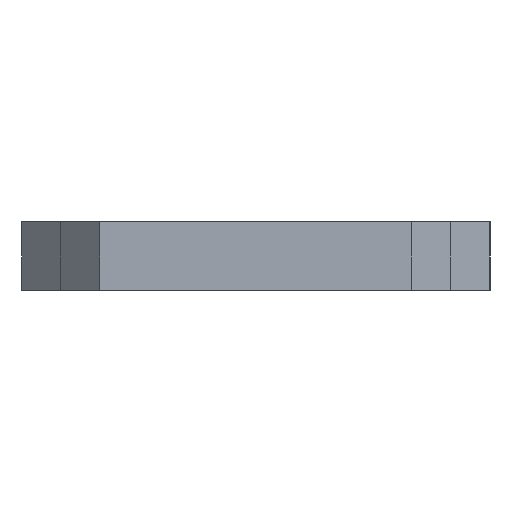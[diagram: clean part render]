
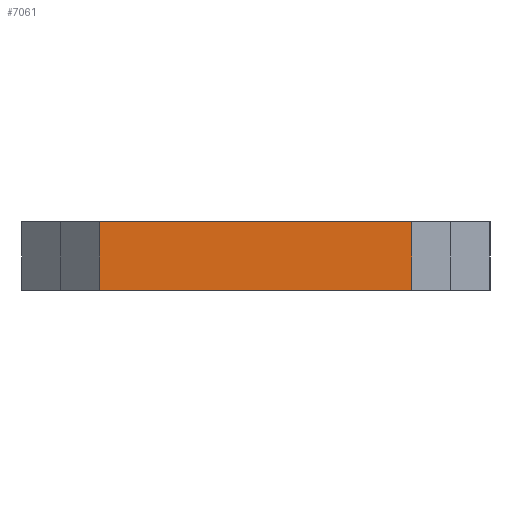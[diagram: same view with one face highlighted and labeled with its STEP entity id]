
A CAD part, left-side view. The second image highlights one B-rep face of the part: STEP entity #7061.
In plain terms, the highlighted planar face has unit normal (-1, 0, 0).
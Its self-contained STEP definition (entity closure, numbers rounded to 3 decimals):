
#1028=FACE_OUTER_BOUND('',#1499,.T.);
#1499=EDGE_LOOP('',(#6317,#6318,#6319,#6320));
#1568=LINE('',#10112,#2191);
#1620=LINE('',#10287,#2243);
#2150=LINE('',#12087,#2773);
#2151=LINE('',#12089,#2774);
#2191=VECTOR('',#7927,10.);
#2243=VECTOR('',#8051,10.);
#2773=VECTOR('',#9931,10.);
#2774=VECTOR('',#9934,10.);
#2814=VERTEX_POINT('',#10109);
#2815=VERTEX_POINT('',#10111);
#2901=VERTEX_POINT('',#10284);
#2902=VERTEX_POINT('',#10286);
#3500=EDGE_CURVE('',#2814,#2815,#1568,.T.);
#3587=EDGE_CURVE('',#2902,#2901,#1620,.T.);
#4488=EDGE_CURVE('',#2815,#2901,#2150,.T.);
#4489=EDGE_CURVE('',#2814,#2902,#2151,.T.);
#6317=ORIENTED_EDGE('',*,*,#3587,.T.);
#6318=ORIENTED_EDGE('',*,*,#4488,.F.);
#6319=ORIENTED_EDGE('',*,*,#3500,.F.);
#6320=ORIENTED_EDGE('',*,*,#4489,.T.);
#6751=PLANE('',#7854);
#7061=ADVANCED_FACE('',(#1028),#6751,.T.);
#7854=AXIS2_PLACEMENT_3D('',#12088,#9932,#9933);
#7927=DIRECTION('',(0.,1.,0.));
#8051=DIRECTION('',(0.,1.,0.));
#9931=DIRECTION('',(0.,0.,1.));
#9932=DIRECTION('center_axis',(-1.,0.,0.));
#9933=DIRECTION('ref_axis',(0.,-1.,0.));
#9934=DIRECTION('',(0.,0.,1.));
#10109=CARTESIAN_POINT('',(-356.,-19.999,-0.5));
#10111=CARTESIAN_POINT('',(-356.,20.,-0.5));
#10112=CARTESIAN_POINT('',(-356.,10.,-0.5));
#10284=CARTESIAN_POINT('',(-356.,20.,8.25));
#10286=CARTESIAN_POINT('',(-356.,-19.999,8.25));
#10287=CARTESIAN_POINT('',(-356.,10.,8.25));
#12087=CARTESIAN_POINT('',(-356.,20.,0.));
#12088=CARTESIAN_POINT('Origin',(-356.,20.,0.));
#12089=CARTESIAN_POINT('',(-356.,-19.999,0.));
